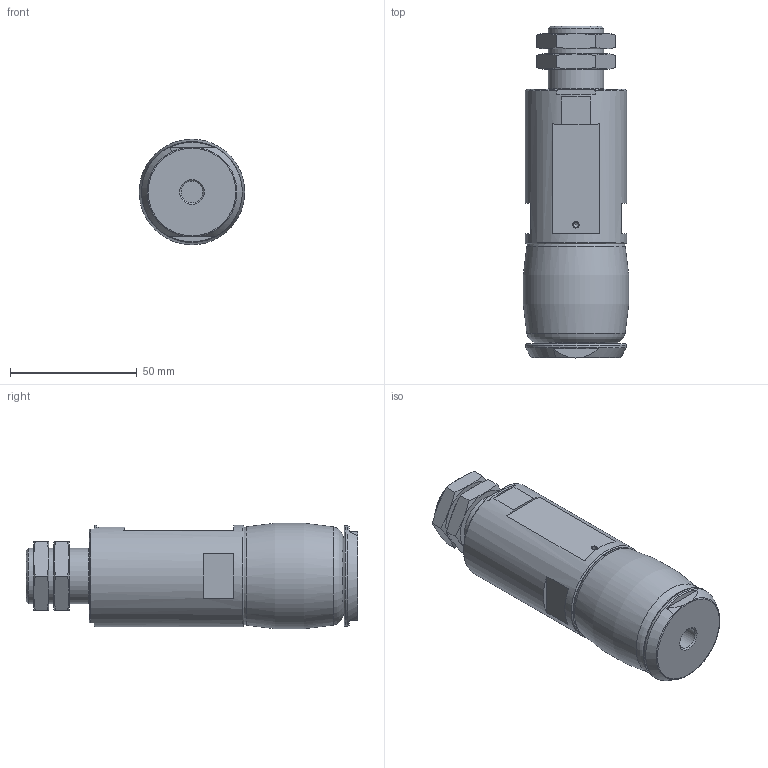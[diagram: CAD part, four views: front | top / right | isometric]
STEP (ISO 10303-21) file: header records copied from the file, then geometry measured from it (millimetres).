
FILE_DESCRIPTION(/* description */ ('STEP AP214'),/* implementation_level */ '2;1');
FILE_NAME(/* name */ '1320806_DHEB-41-E-U-S-L',/* time_stamp */ '2024-08-19T17:16:31+02:00',/* author */ ('License CC BY-ND 4.0'),/* organization */ ('CADENAS'),/* preprocessor_version */ 'ST-DEVELOPER v19.3',/* originating_system */ 'PARTsolutions',/* authorisation */ ' ');
FILE_SCHEMA (('AUTOMOTIVE_DESIGN {1 0 10303 214 3 1 1}'));
Length unit declared in the file: millimetre
Products named in the file (5): 1320806 DHEB-41-E-U-S-L---(AUS); 1355272 DHEB-41-E-U-S-L; 1355008 DHEB-41-E-U-S-L---(AUS); 1448951 DHAS-GB-B14-41-S---(MOD-AUS-U); 337143 VAL-1/8-10 M22X1.5-6-27
Assembly tree (5 placements, depth 2):
  1320806 DHEB-41-E-U-S-L---(AUS)
    1355272 DHEB-41-E-U-S-L
    1355008 DHEB-41-E-U-S-L---(AUS)
    1448951 DHAS-GB-B14-41-S---(MOD-AUS-U)
    337143 VAL-1/8-10 M22X1.5-6-27  x2
Bounding box: 41.62 x 131 x 41.63 mm (x, y, z)
Volume: 127242.8 mm3; surface area: 40816.3 mm2
Topology: 5 solids, 5 shells, 102 faces, 221 edges, 141 vertices
Faces by surface type: plane 53, cylinder 21, cone 20, torus 8
Full cylindrical faces by diameter (mm): 1.6 x1, 2.013 x1, 4.5 x1, 8 x2, 8.566 x2, 11 x2, 18.5 x3, 20.376 x2, 21 x2, 22 x1, 32 x2, 39.8 x1, 40 x1
Entity records: 2283 total; most frequent: CARTESIAN_POINT 445, DIRECTION 373, ORIENTED_EDGE 270, AXIS2_PLACEMENT_3D 169, FACE_BOUND 151, EDGE_LOOP 149, EDGE_CURVE 135, VERTEX_POINT 110
